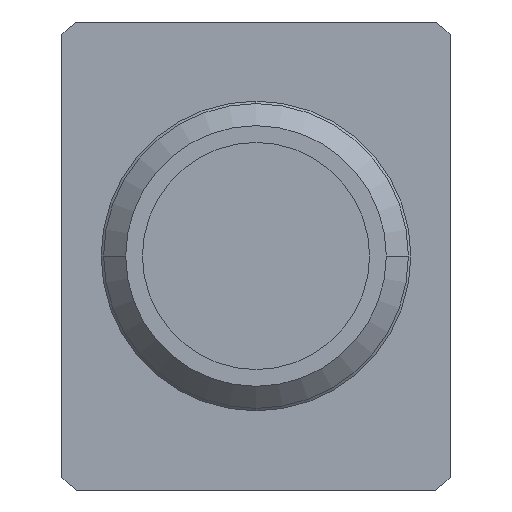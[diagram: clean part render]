
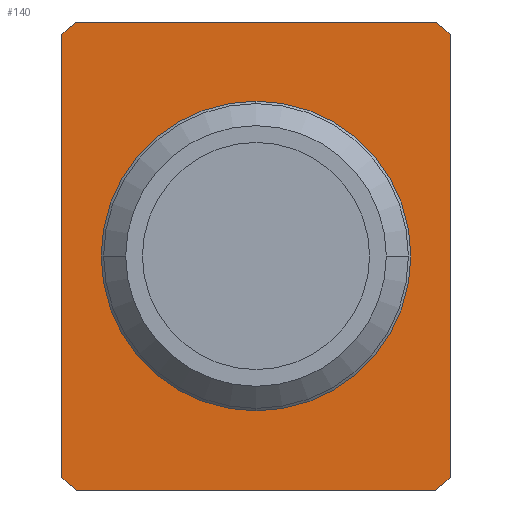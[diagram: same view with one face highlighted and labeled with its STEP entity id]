
A CAD part, left-side view. The second image highlights one B-rep face of the part: STEP entity #140.
In plain terms, the highlighted planar face has unit normal (-1, 0, 0).
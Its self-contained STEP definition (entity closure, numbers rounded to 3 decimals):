
#18 = AXIS2_PLACEMENT_3D ( 'NONE', #885, #1397, #648 ) ;
#32 = DIRECTION ( 'NONE',  ( 1., 0., 0. ) ) ;
#41 = CARTESIAN_POINT ( 'NONE',  ( 7.9, 3.96, 4.508 ) ) ;
#64 = LINE ( 'NONE', #329, #954 ) ;
#112 = DIRECTION ( 'NONE',  ( -1., 0., 0. ) ) ;
#140 = ADVANCED_FACE ( 'NONE', ( #555, #1645 ), #465, .F. ) ;
#144 = VERTEX_POINT ( 'NONE', #1251 ) ;
#166 = VERTEX_POINT ( 'NONE', #830 ) ;
#187 = DIRECTION ( 'NONE',  ( 0., 1., 0. ) ) ;
#191 = DIRECTION ( 'NONE',  ( 0., 1., 0. ) ) ;
#209 = AXIS2_PLACEMENT_3D ( 'NONE', #861, #1263, #334 ) ;
#215 = EDGE_CURVE ( 'NONE', #782, #1032, #865, .T. ) ;
#229 = EDGE_CURVE ( 'NONE', #792, #144, #1292, .T. ) ;
#251 = LINE ( 'NONE', #1184, #517 ) ;
#257 = ORIENTED_EDGE ( 'NONE', *, *, #1597, .T. ) ;
#288 = DIRECTION ( 'NONE',  ( 0., 1., 0. ) ) ;
#329 = CARTESIAN_POINT ( 'NONE',  ( 7.9, 3.653, 4.76 ) ) ;
#334 = DIRECTION ( 'NONE',  ( 0., 0.66, -0.751 ) ) ;
#342 = ORIENTED_EDGE ( 'NONE', *, *, #1393, .T. ) ;
#343 = DIRECTION ( 'NONE',  ( -1., 0., 0. ) ) ;
#358 = CARTESIAN_POINT ( 'NONE',  ( 7.9, 3.653, 4.76 ) ) ;
#360 = ORIENTED_EDGE ( 'NONE', *, *, #229, .F. ) ;
#362 = DIRECTION ( 'NONE',  ( 0., 0., -1. ) ) ;
#370 = AXIS2_PLACEMENT_3D ( 'NONE', #1083, #32, #191 ) ;
#381 = EDGE_LOOP ( 'NONE', ( #360, #1630, #1215, #257, #980, #342, #452, #942 ) ) ;
#396 = CARTESIAN_POINT ( 'NONE',  ( 7.9, -3.653, 4.76 ) ) ;
#438 = ORIENTED_EDGE ( 'NONE', *, *, #1218, .T. ) ;
#452 = ORIENTED_EDGE ( 'NONE', *, *, #768, .F. ) ;
#465 = PLANE ( 'NONE',  #370 ) ;
#466 = VERTEX_POINT ( 'NONE', #1105 ) ;
#478 = CARTESIAN_POINT ( 'NONE',  ( 7.9, 3.96, -4.508 ) ) ;
#484 = DIRECTION ( 'NONE',  ( 0., -0.66, 0.751 ) ) ;
#511 = CARTESIAN_POINT ( 'NONE',  ( 7.9, 0., 0. ) ) ;
#517 = VECTOR ( 'NONE', #1324, 1000. ) ;
#536 = VECTOR ( 'NONE', #1141, 1000. ) ;
#545 = CIRCLE ( 'NONE', #18, 6. ) ;
#555 = FACE_BOUND ( 'NONE', #710, .T. ) ;
#568 = CIRCLE ( 'NONE', #1124, 6. ) ;
#598 = DIRECTION ( 'NONE',  ( 0., -1., 0. ) ) ;
#604 = CIRCLE ( 'NONE', #1321, 3.15 ) ;
#648 = DIRECTION ( 'NONE',  ( 0., 0.609, 0.793 ) ) ;
#659 = EDGE_CURVE ( 'NONE', #688, #753, #64, .T. ) ;
#671 = ORIENTED_EDGE ( 'NONE', *, *, #1488, .T. ) ;
#688 = VERTEX_POINT ( 'NONE', #358 ) ;
#694 = CARTESIAN_POINT ( 'NONE',  ( 7.9, 0., 0. ) ) ;
#706 = VECTOR ( 'NONE', #362, 1000. ) ;
#710 = EDGE_LOOP ( 'NONE', ( #438, #671 ) ) ;
#729 = DIRECTION ( 'NONE',  ( 0., -0.609, -0.793 ) ) ;
#753 = VERTEX_POINT ( 'NONE', #396 ) ;
#765 = CIRCLE ( 'NONE', #1231, 3.15 ) ;
#768 = EDGE_CURVE ( 'NONE', #1277, #466, #251, .T. ) ;
#782 = VERTEX_POINT ( 'NONE', #1570 ) ;
#792 = VERTEX_POINT ( 'NONE', #1449 ) ;
#793 = AXIS2_PLACEMENT_3D ( 'NONE', #511, #112, #484 ) ;
#830 = CARTESIAN_POINT ( 'NONE',  ( 7.9, 0., -3.15 ) ) ;
#845 = CARTESIAN_POINT ( 'NONE',  ( 7.9, 0., 0. ) ) ;
#850 = CARTESIAN_POINT ( 'NONE',  ( 7.9, 0., 0. ) ) ;
#858 = CARTESIAN_POINT ( 'NONE',  ( 7.9, 0., 3.15 ) ) ;
#861 = CARTESIAN_POINT ( 'NONE',  ( 7.9, 0., 0. ) ) ;
#865 = LINE ( 'NONE', #478, #536 ) ;
#885 = CARTESIAN_POINT ( 'NONE',  ( 7.9, 0., 0. ) ) ;
#942 = ORIENTED_EDGE ( 'NONE', *, *, #1036, .T. ) ;
#949 = DIRECTION ( 'NONE',  ( 1., 0., 0. ) ) ;
#954 = VECTOR ( 'NONE', #598, 1000. ) ;
#980 = ORIENTED_EDGE ( 'NONE', *, *, #215, .F. ) ;
#1028 = VERTEX_POINT ( 'NONE', #858 ) ;
#1032 = VERTEX_POINT ( 'NONE', #41 ) ;
#1036 = EDGE_CURVE ( 'NONE', #1277, #144, #568, .T. ) ;
#1083 = CARTESIAN_POINT ( 'NONE',  ( 7.9, 0., 0. ) ) ;
#1105 = CARTESIAN_POINT ( 'NONE',  ( 7.9, 3.653, -4.76 ) ) ;
#1124 = AXIS2_PLACEMENT_3D ( 'NONE', #850, #343, #729 ) ;
#1130 = CARTESIAN_POINT ( 'NONE',  ( 7.9, -3.96, 4.508 ) ) ;
#1141 = DIRECTION ( 'NONE',  ( 0., 0., 1. ) ) ;
#1184 = CARTESIAN_POINT ( 'NONE',  ( 7.9, -3.653, -4.76 ) ) ;
#1185 = EDGE_CURVE ( 'NONE', #792, #753, #1396, .T. ) ;
#1192 = CARTESIAN_POINT ( 'NONE',  ( 7.9, -3.653, -4.76 ) ) ;
#1215 = ORIENTED_EDGE ( 'NONE', *, *, #659, .F. ) ;
#1218 = EDGE_CURVE ( 'NONE', #166, #1028, #765, .T. ) ;
#1231 = AXIS2_PLACEMENT_3D ( 'NONE', #694, #949, #288 ) ;
#1251 = CARTESIAN_POINT ( 'NONE',  ( 7.9, -3.96, -4.508 ) ) ;
#1263 = DIRECTION ( 'NONE',  ( -1., 0., 0. ) ) ;
#1277 = VERTEX_POINT ( 'NONE', #1192 ) ;
#1292 = LINE ( 'NONE', #1130, #706 ) ;
#1321 = AXIS2_PLACEMENT_3D ( 'NONE', #845, #1376, #187 ) ;
#1324 = DIRECTION ( 'NONE',  ( 0., 1., 0. ) ) ;
#1376 = DIRECTION ( 'NONE',  ( 1., 0., 0. ) ) ;
#1393 = EDGE_CURVE ( 'NONE', #782, #466, #1509, .T. ) ;
#1396 = CIRCLE ( 'NONE', #793, 6. ) ;
#1397 = DIRECTION ( 'NONE',  ( -1., 0., 0. ) ) ;
#1449 = CARTESIAN_POINT ( 'NONE',  ( 7.9, -3.96, 4.508 ) ) ;
#1488 = EDGE_CURVE ( 'NONE', #1028, #166, #604, .T. ) ;
#1509 = CIRCLE ( 'NONE', #209, 6. ) ;
#1570 = CARTESIAN_POINT ( 'NONE',  ( 7.9, 3.96, -4.508 ) ) ;
#1597 = EDGE_CURVE ( 'NONE', #688, #1032, #545, .T. ) ;
#1630 = ORIENTED_EDGE ( 'NONE', *, *, #1185, .T. ) ;
#1645 = FACE_OUTER_BOUND ( 'NONE', #381, .T. ) ;
